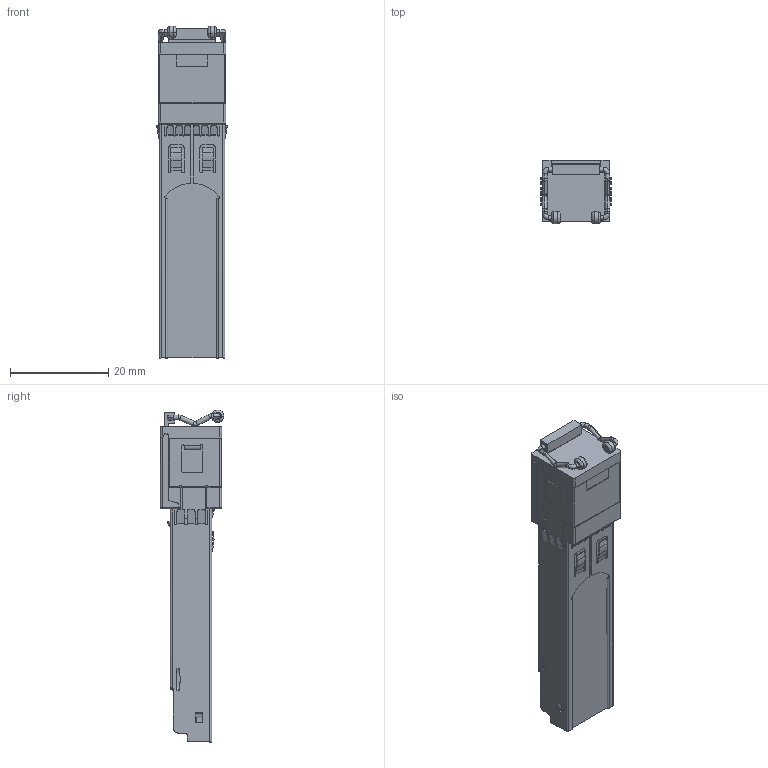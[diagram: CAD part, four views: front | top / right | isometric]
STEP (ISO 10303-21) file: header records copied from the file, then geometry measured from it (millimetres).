
FILE_DESCRIPTION (( 'STEP AP214' ), '1' );
FILE_NAME ('FXC-SFP-TXM_3D.STEP', '2022-04-13T20:15:39', ( '' ), ( '' ), 'SwSTEP 2.0', 'SolidWorks 2021', '' );
FILE_SCHEMA (( 'AUTOMOTIVE_DESIGN' ));
Length unit declared in the file: inch
Products named in the file (9): EOLT-X-____-BT-0^SFP-TXM-S016(2)_FXC-SFP-TXM; EOLT-X-________-BT^SFP-TXM-S016(2)_FXC-SFP-TXM; SFP-TXM-S016(2)^FXC-SFP-TXM; FXC-SFP-TXM_3D; EOLT-X-______-BT^SFP-TXM-S016(2)_FXC-SFP-TXM; EOLT-X-____^SFP-TXM-S016(2)_FXC-SFP-TXM; EOLT-X-________^SFP-TXM-S016(2)_FXC-SFP-TXM; EOLT-X-____-BT^SFP-TXM-S016(2)_FXC-SFP-TXM; EOLT-X-____-BT-1^SFP-TXM-S016(2)_FXC-SFP-TXM
Assembly tree (9 placements, depth 3):
  FXC-SFP-TXM_3D
    SFP-TXM-S016(2)^FXC-SFP-TXM
      EOLT-X-______-BT^SFP-TXM-S016(2)_FXC-SFP-TXM
      EOLT-X-____-BT^SFP-TXM-S016(2)_FXC-SFP-TXM
      EOLT-X-________-BT^SFP-TXM-S016(2)_FXC-SFP-TXM
      EOLT-X-____-BT-0^SFP-TXM-S016(2)_FXC-SFP-TXM
      EOLT-X-____-BT-1^SFP-TXM-S016(2)_FXC-SFP-TXM
      EOLT-X-____^SFP-TXM-S016(2)_FXC-SFP-TXM
      EOLT-X-________^SFP-TXM-S016(2)_FXC-SFP-TXM  x2
Bounding box: 14.42 x 12.94 x 67.68 mm (x, y, z)
Volume: 7346.3 mm3; surface area: 8371.9 mm2
Topology: 8 solids, 8 shells, 787 faces, 2233 edges, 1446 vertices
Faces by surface type: plane 438, cylinder 307, bspline 42
Entity records: 27194 total; most frequent: CARTESIAN_POINT 7269, ORIENTED_EDGE 4414, DIRECTION 3616, EDGE_CURVE 2207, VECTOR 1438, LINE 1438, VERTEX_POINT 1434, AXIS2_PLACEMENT_3D 1089
